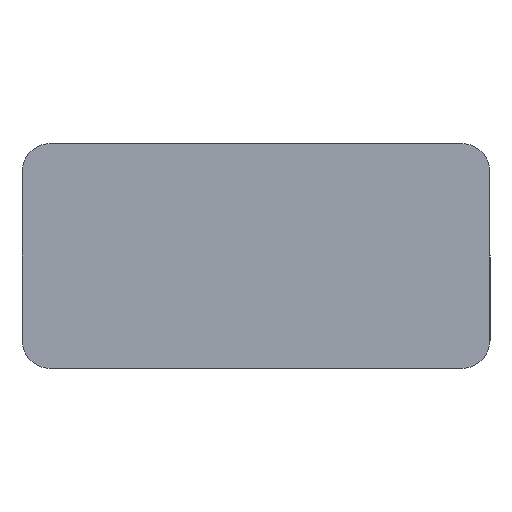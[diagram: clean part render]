
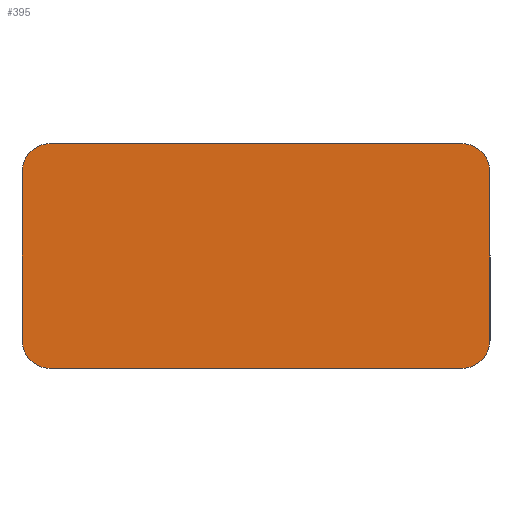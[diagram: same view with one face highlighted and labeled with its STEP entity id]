
A CAD part, front view. The second image highlights one B-rep face of the part: STEP entity #395.
In plain terms, the highlighted planar face has unit normal (0, -1, 0).
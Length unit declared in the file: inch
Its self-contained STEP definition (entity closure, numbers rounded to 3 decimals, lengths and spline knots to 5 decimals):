
#12 = ORIENTED_EDGE ( 'NONE', *, *, #71, .F. ) ;
#16 = VERTEX_POINT ( 'NONE', #437 ) ;
#23 = CIRCLE ( 'NONE', #143, 0.2 ) ;
#27 = CIRCLE ( 'NONE', #305, 0.2 ) ;
#34 = CARTESIAN_POINT ( 'NONE',  ( 0., -0.1, 0. ) ) ;
#44 = CARTESIAN_POINT ( 'NONE',  ( -1.45, -0.1, 0.7925 ) ) ;
#45 = CARTESIAN_POINT ( 'NONE',  ( -1.65, -0.1, 0. ) ) ;
#49 = CARTESIAN_POINT ( 'NONE',  ( -1.65, -0.1, 0.5925 ) ) ;
#58 = EDGE_CURVE ( 'NONE', #460, #234, #61, .T. ) ;
#61 = CIRCLE ( 'NONE', #245, 0.2 ) ;
#62 = ORIENTED_EDGE ( 'NONE', *, *, #326, .T. ) ;
#71 = EDGE_CURVE ( 'NONE', #427, #158, #108, .T. ) ;
#86 = LINE ( 'NONE', #235, #411 ) ;
#94 = ORIENTED_EDGE ( 'NONE', *, *, #223, .T. ) ;
#108 = LINE ( 'NONE', #435, #434 ) ;
#113 = CIRCLE ( 'NONE', #237, 0.2 ) ;
#120 = DIRECTION ( 'NONE',  ( 0., 0., -1. ) ) ;
#139 = DIRECTION ( 'NONE',  ( 0., 0., 1. ) ) ;
#140 = ORIENTED_EDGE ( 'NONE', *, *, #405, .T. ) ;
#143 = AXIS2_PLACEMENT_3D ( 'NONE', #248, #172, #357 ) ;
#149 = CARTESIAN_POINT ( 'NONE',  ( 1.65, -0.1, -0.5925 ) ) ;
#150 = CARTESIAN_POINT ( 'NONE',  ( 1.65, -0.1, 0.5925 ) ) ;
#158 = VERTEX_POINT ( 'NONE', #337 ) ;
#165 = VERTEX_POINT ( 'NONE', #150 ) ;
#167 = VERTEX_POINT ( 'NONE', #49 ) ;
#172 = DIRECTION ( 'NONE',  ( 0., -1., 0. ) ) ;
#180 = DIRECTION ( 'NONE',  ( 0., 1., 0. ) ) ;
#186 = DIRECTION ( 'NONE',  ( 0., 0., -1. ) ) ;
#187 = FACE_OUTER_BOUND ( 'NONE', #399, .T. ) ;
#193 = VECTOR ( 'NONE', #216, 39.37008 ) ;
#204 = EDGE_CURVE ( 'NONE', #165, #234, #86, .T. ) ;
#212 = VECTOR ( 'NONE', #186, 39.37008 ) ;
#216 = DIRECTION ( 'NONE',  ( 1., 0., 0. ) ) ;
#223 = EDGE_CURVE ( 'NONE', #16, #463, #113, .T. ) ;
#233 = DIRECTION ( 'NONE',  ( 0., 0., 1. ) ) ;
#234 = VERTEX_POINT ( 'NONE', #149 ) ;
#235 = CARTESIAN_POINT ( 'NONE',  ( 1.65, -0.1, 0. ) ) ;
#237 = AXIS2_PLACEMENT_3D ( 'NONE', #444, #332, #233 ) ;
#243 = ORIENTED_EDGE ( 'NONE', *, *, #204, .F. ) ;
#245 = AXIS2_PLACEMENT_3D ( 'NONE', #469, #290, #252 ) ;
#248 = CARTESIAN_POINT ( 'NONE',  ( -1.45, -0.1, 0.5925 ) ) ;
#249 = EDGE_CURVE ( 'NONE', #167, #16, #369, .T. ) ;
#252 = DIRECTION ( 'NONE',  ( 0., 0., 1. ) ) ;
#255 = LINE ( 'NONE', #329, #193 ) ;
#272 = EDGE_CURVE ( 'NONE', #427, #167, #23, .T. ) ;
#287 = CARTESIAN_POINT ( 'NONE',  ( 1.45, -0.1, 0.5925 ) ) ;
#288 = DIRECTION ( 'NONE',  ( 1., 0., 0. ) ) ;
#290 = DIRECTION ( 'NONE',  ( 0., -1., 0. ) ) ;
#305 = AXIS2_PLACEMENT_3D ( 'NONE', #287, #380, #139 ) ;
#313 = ORIENTED_EDGE ( 'NONE', *, *, #272, .T. ) ;
#325 = CARTESIAN_POINT ( 'NONE',  ( 1.45, -0.1, -0.7925 ) ) ;
#326 = EDGE_CURVE ( 'NONE', #165, #158, #27, .T. ) ;
#329 = CARTESIAN_POINT ( 'NONE',  ( 0., -0.1, -0.7925 ) ) ;
#332 = DIRECTION ( 'NONE',  ( 0., -1., 0. ) ) ;
#337 = CARTESIAN_POINT ( 'NONE',  ( 1.45, -0.1, 0.7925 ) ) ;
#357 = DIRECTION ( 'NONE',  ( 0., 0., 1. ) ) ;
#360 = PLANE ( 'NONE',  #417 ) ;
#369 = LINE ( 'NONE', #45, #212 ) ;
#380 = DIRECTION ( 'NONE',  ( 0., -1., 0. ) ) ;
#384 = ORIENTED_EDGE ( 'NONE', *, *, #249, .T. ) ;
#395 = ADVANCED_FACE ( 'NONE', ( #187 ), #360, .F. ) ;
#399 = EDGE_LOOP ( 'NONE', ( #384, #94, #140, #424, #243, #62, #12, #313 ) ) ;
#401 = DIRECTION ( 'NONE',  ( 0., 0., 1. ) ) ;
#405 = EDGE_CURVE ( 'NONE', #463, #460, #255, .T. ) ;
#411 = VECTOR ( 'NONE', #120, 39.37008 ) ;
#417 = AXIS2_PLACEMENT_3D ( 'NONE', #34, #180, #401 ) ;
#424 = ORIENTED_EDGE ( 'NONE', *, *, #58, .T. ) ;
#427 = VERTEX_POINT ( 'NONE', #44 ) ;
#434 = VECTOR ( 'NONE', #288, 39.37008 ) ;
#435 = CARTESIAN_POINT ( 'NONE',  ( 0., -0.1, 0.7925 ) ) ;
#437 = CARTESIAN_POINT ( 'NONE',  ( -1.65, -0.1, -0.5925 ) ) ;
#444 = CARTESIAN_POINT ( 'NONE',  ( -1.45, -0.1, -0.5925 ) ) ;
#460 = VERTEX_POINT ( 'NONE', #325 ) ;
#463 = VERTEX_POINT ( 'NONE', #472 ) ;
#469 = CARTESIAN_POINT ( 'NONE',  ( 1.45, -0.1, -0.5925 ) ) ;
#472 = CARTESIAN_POINT ( 'NONE',  ( -1.45, -0.1, -0.7925 ) ) ;
